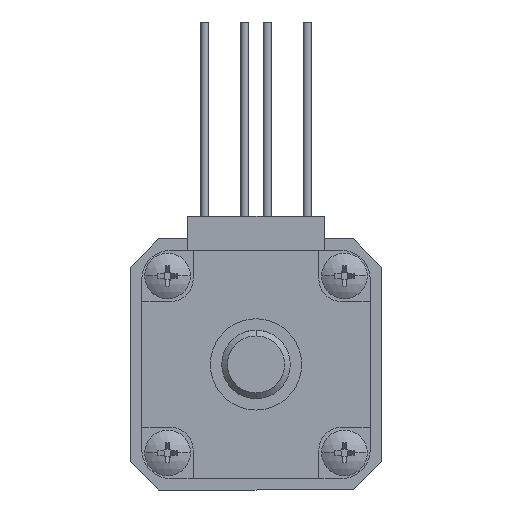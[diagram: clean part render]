
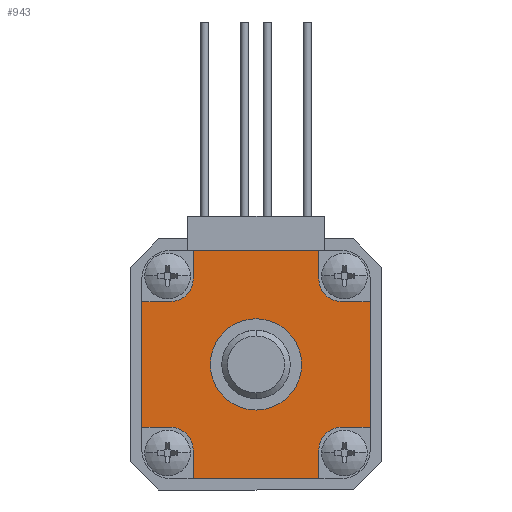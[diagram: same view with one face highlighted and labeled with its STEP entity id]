
A CAD part, front view. The second image highlights one B-rep face of the part: STEP entity #943.
In plain terms, the highlighted planar face has unit normal (0, -1, 0).
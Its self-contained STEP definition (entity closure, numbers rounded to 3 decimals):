
#408 = CARTESIAN_POINT ( 'NONE',  ( -5.5, 0., 10. ) ) ;
#432 = CARTESIAN_POINT ( 'NONE',  ( 5.5, 0., 7.5 ) ) ;
#463 = DIRECTION ( 'NONE',  ( 0., 0., 1. ) ) ;
#532 = VECTOR ( 'NONE', #2304, 1000. ) ;
#575 = DIRECTION ( 'NONE',  ( -1., 0., 0. ) ) ;
#719 = LINE ( 'NONE', #4257, #11776 ) ;
#901 = CARTESIAN_POINT ( 'NONE',  ( -7.5, 0., -10. ) ) ;
#943 = ADVANCED_FACE ( 'NONE', ( #11620, #8614 ), #10776, .F. ) ;
#946 = LINE ( 'NONE', #5607, #3174 ) ;
#1099 = EDGE_LOOP ( 'NONE', ( #12318, #3995, #7427, #1755, #14674, #13379, #4350, #5141, #13851, #10958, #4639, #6401, #6829, #11201, #1453, #10208 ) ) ;
#1248 = CIRCLE ( 'NONE', #11075, 4. ) ;
#1265 = VECTOR ( 'NONE', #575, 1000. ) ;
#1453 = ORIENTED_EDGE ( 'NONE', *, *, #7422, .T. ) ;
#1458 = EDGE_CURVE ( 'NONE', #12228, #5991, #7248, .T. ) ;
#1541 = EDGE_CURVE ( 'NONE', #9056, #12228, #9278, .T. ) ;
#1755 = ORIENTED_EDGE ( 'NONE', *, *, #14525, .F. ) ;
#1833 = DIRECTION ( 'NONE',  ( 0., 1., 0. ) ) ;
#1901 = CARTESIAN_POINT ( 'NONE',  ( 0., 0., 0. ) ) ;
#2186 = EDGE_LOOP ( 'NONE', ( #3734, #7932 ) ) ;
#2304 = DIRECTION ( 'NONE',  ( 1., 0., 0. ) ) ;
#2323 = LINE ( 'NONE', #11273, #3813 ) ;
#2390 = VERTEX_POINT ( 'NONE', #8114 ) ;
#2442 = CARTESIAN_POINT ( 'NONE',  ( 0., 0., 0. ) ) ;
#2494 = CIRCLE ( 'NONE', #8496, 4. ) ;
#2555 = EDGE_CURVE ( 'NONE', #3011, #2390, #4097, .T. ) ;
#2884 = CARTESIAN_POINT ( 'NONE',  ( -5.5, 0., 7.5 ) ) ;
#3011 = VERTEX_POINT ( 'NONE', #14577 ) ;
#3174 = VECTOR ( 'NONE', #6810, 1000. ) ;
#3256 = AXIS2_PLACEMENT_3D ( 'NONE', #12026, #1833, #12108 ) ;
#3319 = DIRECTION ( 'NONE',  ( 1., 0., 0. ) ) ;
#3341 = DIRECTION ( 'NONE',  ( 0., 0., 1. ) ) ;
#3407 = CIRCLE ( 'NONE', #3882, 2. ) ;
#3409 = CARTESIAN_POINT ( 'NONE',  ( 5.5, 0., -10. ) ) ;
#3436 = LINE ( 'NONE', #12575, #532 ) ;
#3734 = ORIENTED_EDGE ( 'NONE', *, *, #9150, .T. ) ;
#3813 = VECTOR ( 'NONE', #3319, 1000. ) ;
#3882 = AXIS2_PLACEMENT_3D ( 'NONE', #4541, #9061, #3341 ) ;
#3889 = CARTESIAN_POINT ( 'NONE',  ( 7.5, 0., -7.5 ) ) ;
#3898 = CARTESIAN_POINT ( 'NONE',  ( 0., 0., -4. ) ) ;
#3995 = ORIENTED_EDGE ( 'NONE', *, *, #9632, .T. ) ;
#4097 = CIRCLE ( 'NONE', #7946, 2. ) ;
#4128 = DIRECTION ( 'NONE',  ( 0., 1., 0. ) ) ;
#4257 = CARTESIAN_POINT ( 'NONE',  ( 5.5, 0., -7.5 ) ) ;
#4346 = CARTESIAN_POINT ( 'NONE',  ( -7.5, 0., -5.5 ) ) ;
#4350 = ORIENTED_EDGE ( 'NONE', *, *, #1458, .T. ) ;
#4451 = AXIS2_PLACEMENT_3D ( 'NONE', #4683, #9268, #8072 ) ;
#4491 = DIRECTION ( 'NONE',  ( 0., 1., 0. ) ) ;
#4537 = LINE ( 'NONE', #9270, #13603 ) ;
#4541 = CARTESIAN_POINT ( 'NONE',  ( -7.5, 0., 7.5 ) ) ;
#4634 = DIRECTION ( 'NONE',  ( 0., 0., 1. ) ) ;
#4639 = ORIENTED_EDGE ( 'NONE', *, *, #6878, .T. ) ;
#4683 = CARTESIAN_POINT ( 'NONE',  ( 7.5, 0., 7.5 ) ) ;
#4701 = CARTESIAN_POINT ( 'NONE',  ( 10., 0., 5.5 ) ) ;
#4958 = CARTESIAN_POINT ( 'NONE',  ( -10., 0., 7.5 ) ) ;
#5091 = LINE ( 'NONE', #6077, #13427 ) ;
#5141 = ORIENTED_EDGE ( 'NONE', *, *, #6744, .F. ) ;
#5569 = VERTEX_POINT ( 'NONE', #4701 ) ;
#5607 = CARTESIAN_POINT ( 'NONE',  ( -10., 0., -5.5 ) ) ;
#5626 = VERTEX_POINT ( 'NONE', #408 ) ;
#5991 = VERTEX_POINT ( 'NONE', #8134 ) ;
#6077 = CARTESIAN_POINT ( 'NONE',  ( 10., 0., 5.5 ) ) ;
#6081 = VERTEX_POINT ( 'NONE', #12834 ) ;
#6175 = CARTESIAN_POINT ( 'NONE',  ( 5.5, 0., 7.5 ) ) ;
#6344 = DIRECTION ( 'NONE',  ( 0., 1., 0. ) ) ;
#6401 = ORIENTED_EDGE ( 'NONE', *, *, #12856, .F. ) ;
#6525 = CARTESIAN_POINT ( 'NONE',  ( -5.5, 0., 7.5 ) ) ;
#6584 = DIRECTION ( 'NONE',  ( 0., 0., 1. ) ) ;
#6744 = EDGE_CURVE ( 'NONE', #13873, #5991, #10212, .T. ) ;
#6810 = DIRECTION ( 'NONE',  ( 1., 0., 0. ) ) ;
#6829 = ORIENTED_EDGE ( 'NONE', *, *, #8833, .T. ) ;
#6878 = EDGE_CURVE ( 'NONE', #2390, #7782, #3436, .T. ) ;
#6914 = CARTESIAN_POINT ( 'NONE',  ( -7.5, 0., 7.5 ) ) ;
#7055 = VERTEX_POINT ( 'NONE', #10779 ) ;
#7081 = EDGE_CURVE ( 'NONE', #6081, #7996, #11830, .T. ) ;
#7216 = LINE ( 'NONE', #4958, #11761 ) ;
#7248 = LINE ( 'NONE', #9647, #11165 ) ;
#7261 = VECTOR ( 'NONE', #13617, 1000. ) ;
#7422 = EDGE_CURVE ( 'NONE', #11612, #14477, #10465, .T. ) ;
#7427 = ORIENTED_EDGE ( 'NONE', *, *, #7081, .T. ) ;
#7782 = VERTEX_POINT ( 'NONE', #11976 ) ;
#7932 = ORIENTED_EDGE ( 'NONE', *, *, #11108, .T. ) ;
#7946 = AXIS2_PLACEMENT_3D ( 'NONE', #3889, #4128, #9682 ) ;
#7996 = VERTEX_POINT ( 'NONE', #10199 ) ;
#8072 = DIRECTION ( 'NONE',  ( 0., 0., -1. ) ) ;
#8114 = CARTESIAN_POINT ( 'NONE',  ( 7.5, 0., -5.5 ) ) ;
#8134 = CARTESIAN_POINT ( 'NONE',  ( -5.5, 0., -10. ) ) ;
#8496 = AXIS2_PLACEMENT_3D ( 'NONE', #1901, #6344, #11141 ) ;
#8607 = LINE ( 'NONE', #2884, #9885 ) ;
#8614 = FACE_OUTER_BOUND ( 'NONE', #1099, .T. ) ;
#8833 = EDGE_CURVE ( 'NONE', #5569, #9439, #5091, .T. ) ;
#8994 = VERTEX_POINT ( 'NONE', #6525 ) ;
#9056 = VERTEX_POINT ( 'NONE', #4346 ) ;
#9061 = DIRECTION ( 'NONE',  ( 0., 1., 0. ) ) ;
#9150 = EDGE_CURVE ( 'NONE', #13355, #7055, #1248, .T. ) ;
#9268 = DIRECTION ( 'NONE',  ( 0., 1., 0. ) ) ;
#9270 = CARTESIAN_POINT ( 'NONE',  ( 10., 0., 7.5 ) ) ;
#9278 = CIRCLE ( 'NONE', #3256, 2. ) ;
#9439 = VERTEX_POINT ( 'NONE', #10923 ) ;
#9472 = EDGE_CURVE ( 'NONE', #5626, #8994, #8607, .T. ) ;
#9481 = AXIS2_PLACEMENT_3D ( 'NONE', #6914, #13150, #9666 ) ;
#9508 = EDGE_CURVE ( 'NONE', #13873, #3011, #719, .T. ) ;
#9545 = EDGE_CURVE ( 'NONE', #12840, #9056, #946, .T. ) ;
#9632 = EDGE_CURVE ( 'NONE', #8994, #6081, #3407, .T. ) ;
#9647 = CARTESIAN_POINT ( 'NONE',  ( -5.5, 0., -7.5 ) ) ;
#9666 = DIRECTION ( 'NONE',  ( 0., 0., 1. ) ) ;
#9682 = DIRECTION ( 'NONE',  ( 0., 0., 1. ) ) ;
#9885 = VECTOR ( 'NONE', #11155, 1000. ) ;
#10199 = CARTESIAN_POINT ( 'NONE',  ( -10., 0., 5.5 ) ) ;
#10208 = ORIENTED_EDGE ( 'NONE', *, *, #13260, .F. ) ;
#10212 = LINE ( 'NONE', #901, #7261 ) ;
#10465 = LINE ( 'NONE', #6175, #10558 ) ;
#10551 = DIRECTION ( 'NONE',  ( 0., 0., -1. ) ) ;
#10558 = VECTOR ( 'NONE', #463, 1000. ) ;
#10730 = CARTESIAN_POINT ( 'NONE',  ( 5.5, 0., 10. ) ) ;
#10776 = PLANE ( 'NONE',  #9481 ) ;
#10779 = CARTESIAN_POINT ( 'NONE',  ( 0., 0., 4. ) ) ;
#10854 = CARTESIAN_POINT ( 'NONE',  ( -10., 0., 5.5 ) ) ;
#10923 = CARTESIAN_POINT ( 'NONE',  ( 7.5, 0., 5.5 ) ) ;
#10958 = ORIENTED_EDGE ( 'NONE', *, *, #2555, .T. ) ;
#11075 = AXIS2_PLACEMENT_3D ( 'NONE', #2442, #4491, #4634 ) ;
#11108 = EDGE_CURVE ( 'NONE', #7055, #13355, #2494, .T. ) ;
#11141 = DIRECTION ( 'NONE',  ( 0., 0., 1. ) ) ;
#11155 = DIRECTION ( 'NONE',  ( 0., 0., -1. ) ) ;
#11165 = VECTOR ( 'NONE', #10551, 1000. ) ;
#11201 = ORIENTED_EDGE ( 'NONE', *, *, #11720, .T. ) ;
#11273 = CARTESIAN_POINT ( 'NONE',  ( -7.5, 0., 10. ) ) ;
#11612 = VERTEX_POINT ( 'NONE', #432 ) ;
#11620 = FACE_BOUND ( 'NONE', #2186, .T. ) ;
#11720 = EDGE_CURVE ( 'NONE', #9439, #11612, #14479, .T. ) ;
#11761 = VECTOR ( 'NONE', #12890, 1000. ) ;
#11776 = VECTOR ( 'NONE', #6584, 1000. ) ;
#11830 = LINE ( 'NONE', #10854, #1265 ) ;
#11897 = CARTESIAN_POINT ( 'NONE',  ( -5.5, 0., -7.5 ) ) ;
#11976 = CARTESIAN_POINT ( 'NONE',  ( 10., 0., -5.5 ) ) ;
#12026 = CARTESIAN_POINT ( 'NONE',  ( -7.5, 0., -7.5 ) ) ;
#12108 = DIRECTION ( 'NONE',  ( 0., 0., -1. ) ) ;
#12228 = VERTEX_POINT ( 'NONE', #11897 ) ;
#12318 = ORIENTED_EDGE ( 'NONE', *, *, #9472, .T. ) ;
#12575 = CARTESIAN_POINT ( 'NONE',  ( 10., 0., -5.5 ) ) ;
#12834 = CARTESIAN_POINT ( 'NONE',  ( -7.5, 0., 5.5 ) ) ;
#12840 = VERTEX_POINT ( 'NONE', #14775 ) ;
#12856 = EDGE_CURVE ( 'NONE', #5569, #7782, #4537, .T. ) ;
#12890 = DIRECTION ( 'NONE',  ( 0., 0., 1. ) ) ;
#13150 = DIRECTION ( 'NONE',  ( 0., 1., 0. ) ) ;
#13260 = EDGE_CURVE ( 'NONE', #5626, #14477, #2323, .T. ) ;
#13355 = VERTEX_POINT ( 'NONE', #3898 ) ;
#13379 = ORIENTED_EDGE ( 'NONE', *, *, #1541, .T. ) ;
#13427 = VECTOR ( 'NONE', #14208, 1000. ) ;
#13603 = VECTOR ( 'NONE', #14709, 1000. ) ;
#13617 = DIRECTION ( 'NONE',  ( -1., 0., 0. ) ) ;
#13851 = ORIENTED_EDGE ( 'NONE', *, *, #9508, .T. ) ;
#13873 = VERTEX_POINT ( 'NONE', #3409 ) ;
#14208 = DIRECTION ( 'NONE',  ( -1., 0., 0. ) ) ;
#14477 = VERTEX_POINT ( 'NONE', #10730 ) ;
#14479 = CIRCLE ( 'NONE', #4451, 2. ) ;
#14525 = EDGE_CURVE ( 'NONE', #12840, #7996, #7216, .T. ) ;
#14577 = CARTESIAN_POINT ( 'NONE',  ( 5.5, 0., -7.5 ) ) ;
#14674 = ORIENTED_EDGE ( 'NONE', *, *, #9545, .T. ) ;
#14709 = DIRECTION ( 'NONE',  ( 0., 0., -1. ) ) ;
#14775 = CARTESIAN_POINT ( 'NONE',  ( -10., 0., -5.5 ) ) ;
